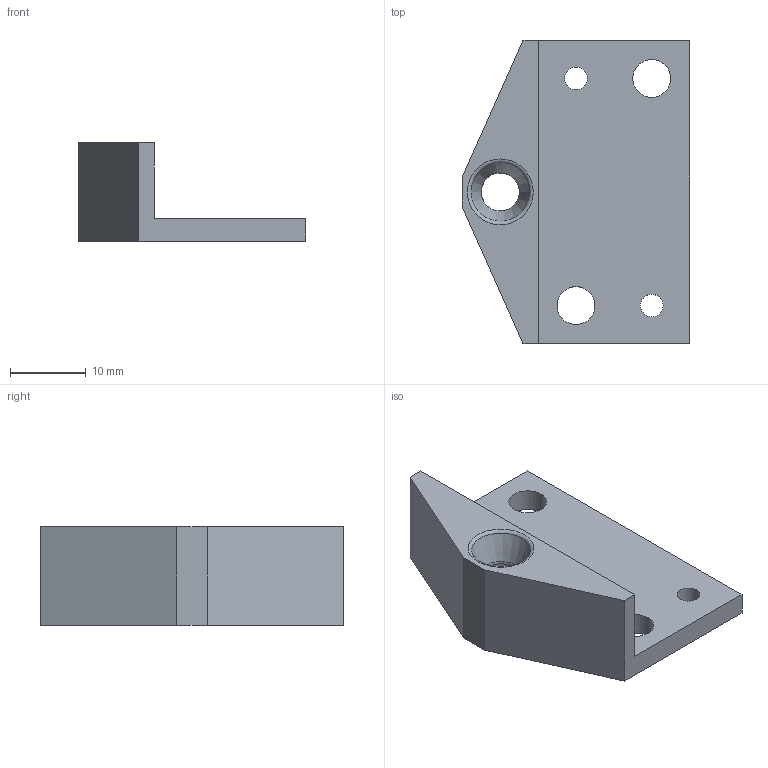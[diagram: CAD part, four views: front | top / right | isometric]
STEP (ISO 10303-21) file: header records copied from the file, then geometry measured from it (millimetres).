
FILE_DESCRIPTION(/* description */ (''),/* implementation_level */ '2;1');
FILE_NAME(/* name */ 'Handsfree-cableguide v2.step',/* time_stamp */ '2021-09-04T16:22:38+09:00',/* author */ (''),/* organization */ (''),/* preprocessor_version */ 'ST-DEVELOPER v18.1',/* originating_system */ 'Autodesk Translation Framework v10.10.0.1391',/* authorisation */ '');
FILE_SCHEMA (('AUTOMOTIVE_DESIGN { 1 0 10303 214 3 1 1 }'));
Length unit declared in the file: millimetre
Products named in the file (1): Handsfree-cableguide
Bounding box: 30 x 40 x 13 mm (x, y, z)
Volume: 5194.8 mm3; surface area: 3561 mm2
Topology: 1 solids, 1 shells, 21 faces, 54 edges, 35 vertices
Faces by surface type: plane 10, cylinder 5, torus 4, cone 2
Full cylindrical faces by diameter (mm): 3 x2, 5 x3
Entity records: 700 total; most frequent: DIRECTION 121, CARTESIAN_POINT 111, ORIENTED_EDGE 108, EDGE_CURVE 54, AXIS2_PLACEMENT_3D 45, VERTEX_POINT 35, LINE 31, VECTOR 31
